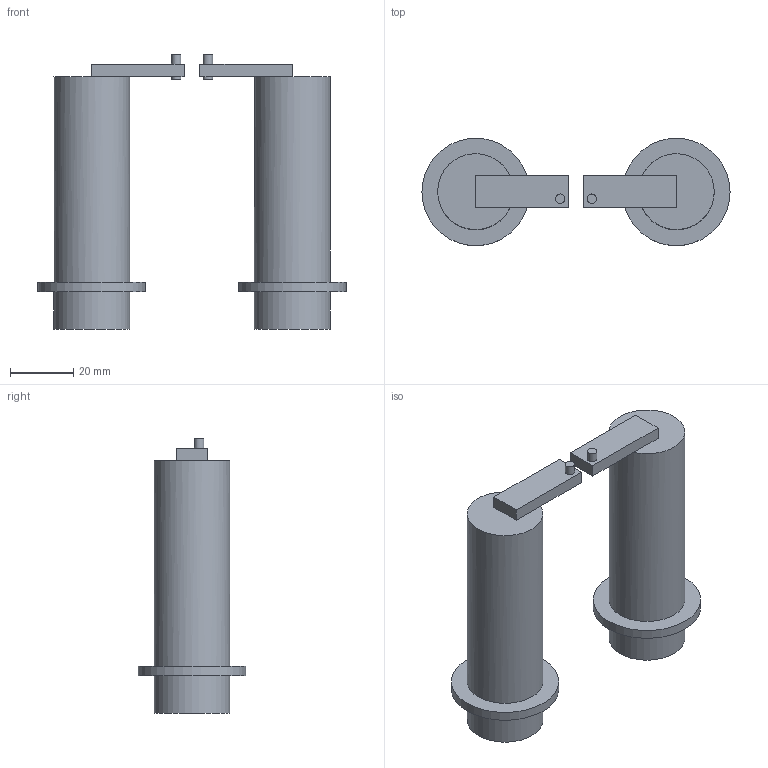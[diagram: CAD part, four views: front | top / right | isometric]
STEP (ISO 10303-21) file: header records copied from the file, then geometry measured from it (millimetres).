
FILE_DESCRIPTION(('FreeCAD Model'),'2;1');
FILE_NAME('just_fts.step', '2018-06-07T01:50:16',('Author'),(''), 'Open CASCADE STEP processor 7.1','FreeCAD','Unknown');
FILE_SCHEMA(('AUTOMOTIVE_DESIGN { 1 0 10303 214 1 1 1 1 }'));
Length unit declared in the file: millimetre
Products named in the file (1): Fusion057
Bounding box: 97.5 x 34 x 87 mm (x, y, z)
Volume: 77510.4 mm3; surface area: 17290.8 mm2
Topology: 2 solids, 2 shells, 34 faces, 62 edges, 40 vertices
Faces by surface type: plane 24, cylinder 10
Full cylindrical faces by diameter (mm): 3 x4, 24 x4, 34 x2
Entity records: 1892 total; most frequent: DIRECTION 280, CARTESIAN_POINT 261, LINE 138, VECTOR 138, ORIENTED_EDGE 124, PCURVE 124, DEFINITIONAL_REPRESENTATION 124, EDGE_CURVE 62
